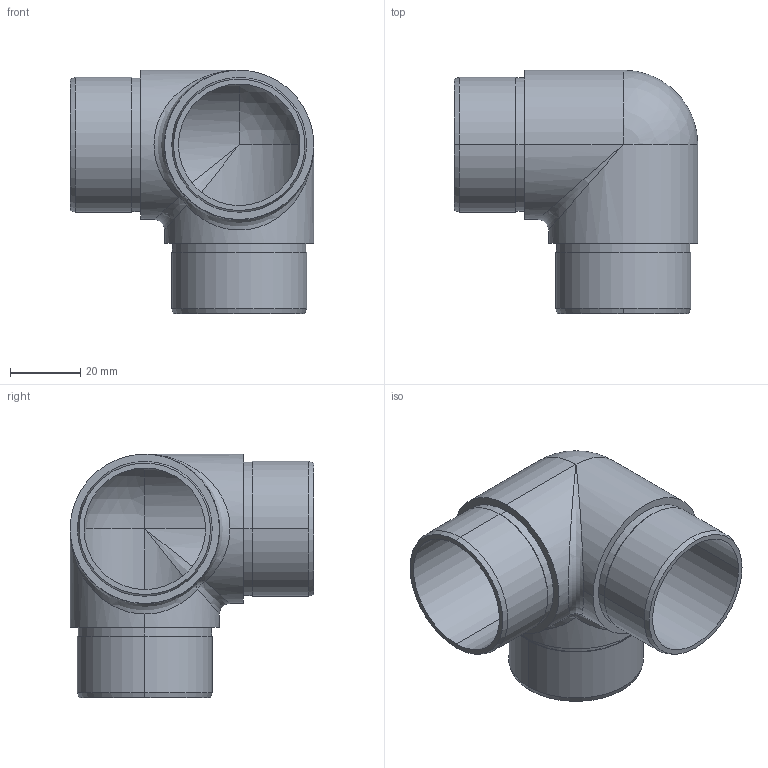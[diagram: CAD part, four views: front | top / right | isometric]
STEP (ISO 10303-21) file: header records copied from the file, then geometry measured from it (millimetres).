
FILE_DESCRIPTION (( 'STEP AP203' ), '1' );
FILE_NAME ('A14_0304-242.STEP', '2021-11-04T05:39:46', ( '' ), ( '' ), 'SwSTEP 2.0', 'SolidWorks 2019', '' );
FILE_SCHEMA (( 'CONFIG_CONTROL_DESIGN' ));
Length unit declared in the file: millimetre
Products named in the file (1): A14_0304-242
Bounding box: 69.2 x 69.2 x 69.2 mm (x, y, z)
Volume: 30829.1 mm3; surface area: 29467.7 mm2
Topology: 1 solids, 1 shells, 98 faces, 221 edges, 125 vertices
Faces by surface type: cylinder 33, bspline 30, torus 13, plane 12, cone 6, sphere 4
Entity records: 3999 total; most frequent: CARTESIAN_POINT 1934, ORIENTED_EDGE 426, DIRECTION 417, EDGE_CURVE 213, AXIS2_PLACEMENT_3D 192, VERTEX_POINT 125, CIRCLE 123, EDGE_LOOP 110
